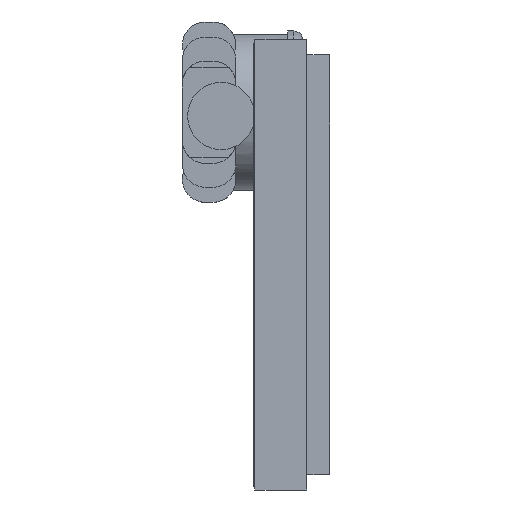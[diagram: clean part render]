
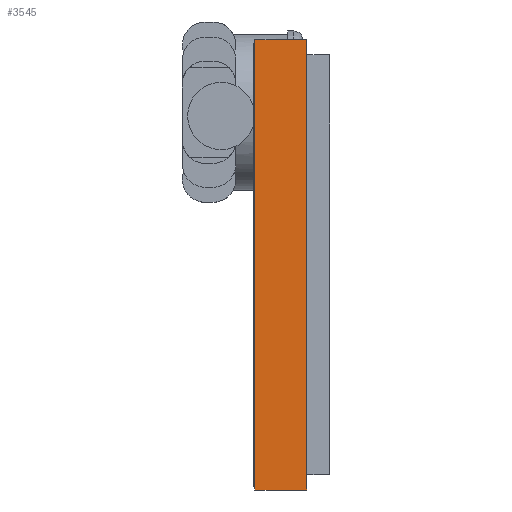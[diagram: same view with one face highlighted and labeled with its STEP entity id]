
A CAD part, left-side view. The second image highlights one B-rep face of the part: STEP entity #3545.
In plain terms, the highlighted planar face has unit normal (-1, 0, 0).
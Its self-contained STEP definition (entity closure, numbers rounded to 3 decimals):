
#9 = CARTESIAN_POINT ( 'NONE',  ( -27., -0.864, 0. ) ) ;
#147 = EDGE_CURVE ( 'NONE', #4344, #2374, #3216, .T. ) ;
#269 = ORIENTED_EDGE ( 'NONE', *, *, #1523, .F. ) ;
#461 = VECTOR ( 'NONE', #3333, 1000. ) ;
#896 = DIRECTION ( 'NONE',  ( 0., 0., 1. ) ) ;
#1307 = VERTEX_POINT ( 'NONE', #4157 ) ;
#1523 = EDGE_CURVE ( 'NONE', #1307, #2374, #3514, .T. ) ;
#1540 = CARTESIAN_POINT ( 'NONE',  ( -27., -0.864, -7.493 ) ) ;
#1626 = CARTESIAN_POINT ( 'NONE',  ( -27., -0.864, -7.493 ) ) ;
#1688 = FACE_OUTER_BOUND ( 'NONE', #1774, .T. ) ;
#1708 = DIRECTION ( 'NONE',  ( 0., 1., 0. ) ) ;
#1720 = CARTESIAN_POINT ( 'NONE',  ( -27., -0.864, -7.493 ) ) ;
#1774 = EDGE_LOOP ( 'NONE', ( #269, #3270, #2368, #3027 ) ) ;
#1880 = EDGE_CURVE ( 'NONE', #2584, #4344, #4248, .T. ) ;
#1989 = CARTESIAN_POINT ( 'NONE',  ( -27., -0.864, -7.493 ) ) ;
#2133 = AXIS2_PLACEMENT_3D ( 'NONE', #1540, #3628, #896 ) ;
#2269 = PLANE ( 'NONE',  #2133 ) ;
#2283 = DIRECTION ( 'NONE',  ( 0., 0., 1. ) ) ;
#2305 = VECTOR ( 'NONE', #1708, 1000. ) ;
#2368 = ORIENTED_EDGE ( 'NONE', *, *, #1880, .T. ) ;
#2374 = VERTEX_POINT ( 'NONE', #3903 ) ;
#2584 = VERTEX_POINT ( 'NONE', #1720 ) ;
#2615 = VECTOR ( 'NONE', #2283, 1000. ) ;
#2901 = CARTESIAN_POINT ( 'NONE',  ( -27., -0.864, 0. ) ) ;
#3027 = ORIENTED_EDGE ( 'NONE', *, *, #147, .T. ) ;
#3124 = VECTOR ( 'NONE', #3714, 1000. ) ;
#3216 = LINE ( 'NONE', #9, #2305 ) ;
#3270 = ORIENTED_EDGE ( 'NONE', *, *, #4181, .F. ) ;
#3273 = LINE ( 'NONE', #1989, #3124 ) ;
#3326 = CARTESIAN_POINT ( 'NONE',  ( -27., 0., -7.493 ) ) ;
#3333 = DIRECTION ( 'NONE',  ( 0., 0., 1. ) ) ;
#3514 = LINE ( 'NONE', #3326, #2615 ) ;
#3545 = ADVANCED_FACE ( 'NONE', ( #1688 ), #2269, .T. ) ;
#3628 = DIRECTION ( 'NONE',  ( -1., 0., 0. ) ) ;
#3714 = DIRECTION ( 'NONE',  ( 0., 1., 0. ) ) ;
#3903 = CARTESIAN_POINT ( 'NONE',  ( -27., 0., 0. ) ) ;
#4157 = CARTESIAN_POINT ( 'NONE',  ( -27., 0., -7.493 ) ) ;
#4181 = EDGE_CURVE ( 'NONE', #2584, #1307, #3273, .T. ) ;
#4248 = LINE ( 'NONE', #1626, #461 ) ;
#4344 = VERTEX_POINT ( 'NONE', #2901 ) ;
